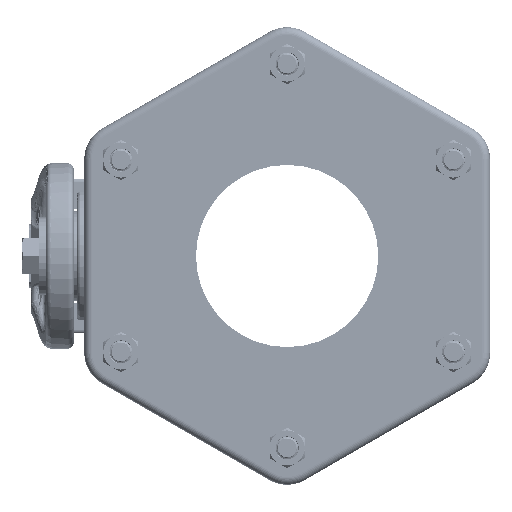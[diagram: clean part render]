
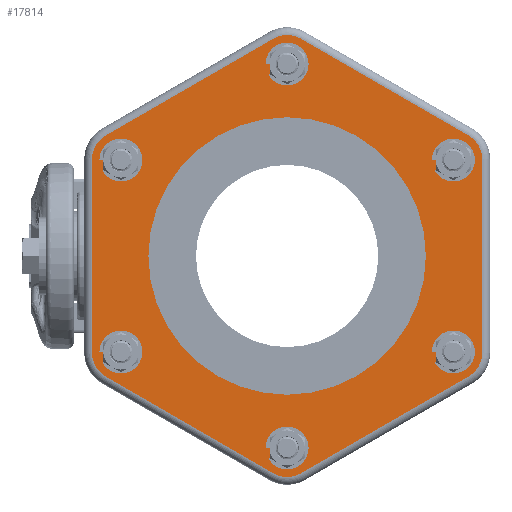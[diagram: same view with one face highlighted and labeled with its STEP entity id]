
A CAD part, left-side view. The second image highlights one B-rep face of the part: STEP entity #17814.
In plain terms, the highlighted planar face has unit normal (-1, 0, 0).
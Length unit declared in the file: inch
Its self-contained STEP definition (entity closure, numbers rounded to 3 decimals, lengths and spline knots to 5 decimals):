
#473=FACE_BOUND('',#2385,.T.);
#474=FACE_BOUND('',#2386,.T.);
#475=FACE_BOUND('',#2387,.T.);
#476=FACE_BOUND('',#2388,.T.);
#477=FACE_BOUND('',#2389,.T.);
#478=FACE_BOUND('',#2390,.T.);
#479=FACE_BOUND('',#2391,.T.);
#682=PLANE('',#19391);
#1310=FACE_OUTER_BOUND('',#2384,.T.);
#2384=EDGE_LOOP('',(#12722,#12723,#12724,#12725,#12726,#12727,#12728,#12729,
#12730,#12731,#12732,#12733));
#2385=EDGE_LOOP('',(#12734));
#2386=EDGE_LOOP('',(#12735));
#2387=EDGE_LOOP('',(#12736));
#2388=EDGE_LOOP('',(#12737));
#2389=EDGE_LOOP('',(#12738));
#2390=EDGE_LOOP('',(#12739));
#2391=EDGE_LOOP('',(#12740,#12741));
#3910=LINE('',#26955,#5463);
#3911=LINE('',#26959,#5464);
#3912=LINE('',#26963,#5465);
#3913=LINE('',#26967,#5466);
#3914=LINE('',#26971,#5467);
#3915=LINE('',#26974,#5468);
#5463=VECTOR('',#21672,0.3937);
#5464=VECTOR('',#21675,0.3937);
#5465=VECTOR('',#21678,0.3937);
#5466=VECTOR('',#21681,0.3937);
#5467=VECTOR('',#21684,0.3937);
#5468=VECTOR('',#21687,0.3937);
#7058=CIRCLE('',#19372,0.22);
#7060=CIRCLE('',#19375,0.22);
#7062=CIRCLE('',#19378,0.22);
#7066=CIRCLE('',#19383,2.03);
#7067=CIRCLE('',#19384,2.03);
#7073=CIRCLE('',#19392,0.4375);
#7074=CIRCLE('',#19393,0.4375);
#7075=CIRCLE('',#19394,0.4375);
#7076=CIRCLE('',#19395,0.4375);
#7077=CIRCLE('',#19396,0.4375);
#7078=CIRCLE('',#19397,0.4375);
#7079=CIRCLE('',#19398,0.22);
#7080=CIRCLE('',#19399,0.22);
#7081=CIRCLE('',#19400,0.22);
#7791=VERTEX_POINT('',#26916);
#7792=VERTEX_POINT('',#26921);
#7793=VERTEX_POINT('',#26926);
#7796=VERTEX_POINT('',#26934);
#7797=VERTEX_POINT('',#26936);
#7802=VERTEX_POINT('',#26951);
#7803=VERTEX_POINT('',#26952);
#7804=VERTEX_POINT('',#26954);
#7805=VERTEX_POINT('',#26956);
#7806=VERTEX_POINT('',#26958);
#7807=VERTEX_POINT('',#26960);
#7808=VERTEX_POINT('',#26962);
#7809=VERTEX_POINT('',#26964);
#7810=VERTEX_POINT('',#26966);
#7811=VERTEX_POINT('',#26968);
#7812=VERTEX_POINT('',#26970);
#7813=VERTEX_POINT('',#26972);
#7814=VERTEX_POINT('',#26975);
#7815=VERTEX_POINT('',#26977);
#7816=VERTEX_POINT('',#26979);
#9660=EDGE_CURVE('',#7791,#7791,#7058,.T.);
#9663=EDGE_CURVE('',#7792,#7792,#7060,.T.);
#9666=EDGE_CURVE('',#7793,#7793,#7062,.T.);
#9671=EDGE_CURVE('',#7796,#7797,#7066,.T.);
#9672=EDGE_CURVE('',#7797,#7796,#7067,.T.);
#9679=EDGE_CURVE('',#7802,#7803,#7073,.T.);
#9680=EDGE_CURVE('',#7804,#7802,#3910,.T.);
#9681=EDGE_CURVE('',#7805,#7804,#7074,.T.);
#9682=EDGE_CURVE('',#7806,#7805,#3911,.T.);
#9683=EDGE_CURVE('',#7807,#7806,#7075,.T.);
#9684=EDGE_CURVE('',#7808,#7807,#3912,.T.);
#9685=EDGE_CURVE('',#7809,#7808,#7076,.T.);
#9686=EDGE_CURVE('',#7810,#7809,#3913,.T.);
#9687=EDGE_CURVE('',#7811,#7810,#7077,.T.);
#9688=EDGE_CURVE('',#7812,#7811,#3914,.T.);
#9689=EDGE_CURVE('',#7813,#7812,#7078,.T.);
#9690=EDGE_CURVE('',#7803,#7813,#3915,.T.);
#9691=EDGE_CURVE('',#7814,#7814,#7079,.T.);
#9692=EDGE_CURVE('',#7815,#7815,#7080,.T.);
#9693=EDGE_CURVE('',#7816,#7816,#7081,.T.);
#12722=ORIENTED_EDGE('',*,*,#9679,.F.);
#12723=ORIENTED_EDGE('',*,*,#9680,.F.);
#12724=ORIENTED_EDGE('',*,*,#9681,.F.);
#12725=ORIENTED_EDGE('',*,*,#9682,.F.);
#12726=ORIENTED_EDGE('',*,*,#9683,.F.);
#12727=ORIENTED_EDGE('',*,*,#9684,.F.);
#12728=ORIENTED_EDGE('',*,*,#9685,.F.);
#12729=ORIENTED_EDGE('',*,*,#9686,.F.);
#12730=ORIENTED_EDGE('',*,*,#9687,.F.);
#12731=ORIENTED_EDGE('',*,*,#9688,.F.);
#12732=ORIENTED_EDGE('',*,*,#9689,.F.);
#12733=ORIENTED_EDGE('',*,*,#9690,.F.);
#12734=ORIENTED_EDGE('',*,*,#9666,.T.);
#12735=ORIENTED_EDGE('',*,*,#9691,.T.);
#12736=ORIENTED_EDGE('',*,*,#9692,.T.);
#12737=ORIENTED_EDGE('',*,*,#9693,.T.);
#12738=ORIENTED_EDGE('',*,*,#9660,.T.);
#12739=ORIENTED_EDGE('',*,*,#9663,.T.);
#12740=ORIENTED_EDGE('',*,*,#9672,.F.);
#12741=ORIENTED_EDGE('',*,*,#9671,.F.);
#17814=ADVANCED_FACE('',(#1310,#473,#474,#475,#476,#477,#478,#479),#682,
 .T.);
#19372=AXIS2_PLACEMENT_3D('',#26917,#21626,#21627);
#19375=AXIS2_PLACEMENT_3D('',#26922,#21633,#21634);
#19378=AXIS2_PLACEMENT_3D('',#26927,#21640,#21641);
#19383=AXIS2_PLACEMENT_3D('',#26937,#21651,#21652);
#19384=AXIS2_PLACEMENT_3D('',#26938,#21653,#21654);
#19391=AXIS2_PLACEMENT_3D('',#26950,#21668,#21669);
#19392=AXIS2_PLACEMENT_3D('',#26953,#21670,#21671);
#19393=AXIS2_PLACEMENT_3D('',#26957,#21673,#21674);
#19394=AXIS2_PLACEMENT_3D('',#26961,#21676,#21677);
#19395=AXIS2_PLACEMENT_3D('',#26965,#21679,#21680);
#19396=AXIS2_PLACEMENT_3D('',#26969,#21682,#21683);
#19397=AXIS2_PLACEMENT_3D('',#26973,#21685,#21686);
#19398=AXIS2_PLACEMENT_3D('',#26976,#21688,#21689);
#19399=AXIS2_PLACEMENT_3D('',#26978,#21690,#21691);
#19400=AXIS2_PLACEMENT_3D('',#26980,#21692,#21693);
#21626=DIRECTION('center_axis',(1.,0.,0.));
#21627=DIRECTION('ref_axis',(0.,0.866,-0.5));
#21633=DIRECTION('center_axis',(1.,0.,0.));
#21634=DIRECTION('ref_axis',(0.,0.,-1.));
#21640=DIRECTION('center_axis',(1.,0.,0.));
#21641=DIRECTION('ref_axis',(0.,-0.866,-0.5));
#21651=DIRECTION('center_axis',(-1.,0.,0.));
#21652=DIRECTION('ref_axis',(0.,-1.,0.));
#21653=DIRECTION('center_axis',(-1.,0.,0.));
#21654=DIRECTION('ref_axis',(0.,-1.,0.));
#21668=DIRECTION('center_axis',(-1.,0.,0.));
#21669=DIRECTION('ref_axis',(0.,0.,1.));
#21670=DIRECTION('center_axis',(1.,0.,0.));
#21671=DIRECTION('ref_axis',(0.,-0.866,-0.5));
#21672=DIRECTION('',(0.,0.,-1.));
#21673=DIRECTION('center_axis',(1.,0.,0.));
#21674=DIRECTION('ref_axis',(0.,-0.866,0.5));
#21675=DIRECTION('',(0.,-0.866,-0.5));
#21676=DIRECTION('center_axis',(1.,0.,0.));
#21677=DIRECTION('ref_axis',(0.,0.,1.));
#21678=DIRECTION('',(0.,-0.866,0.5));
#21679=DIRECTION('center_axis',(1.,0.,0.));
#21680=DIRECTION('ref_axis',(0.,0.866,0.5));
#21681=DIRECTION('',(0.,0.,1.));
#21682=DIRECTION('center_axis',(1.,0.,0.));
#21683=DIRECTION('ref_axis',(0.,0.866,-0.5));
#21684=DIRECTION('',(0.,0.866,0.5));
#21685=DIRECTION('center_axis',(1.,0.,0.));
#21686=DIRECTION('ref_axis',(0.,0.,-1.));
#21687=DIRECTION('',(0.,0.866,-0.5));
#21688=DIRECTION('center_axis',(1.,0.,0.));
#21689=DIRECTION('ref_axis',(0.,-0.866,0.5));
#21690=DIRECTION('center_axis',(1.,0.,0.));
#21691=DIRECTION('ref_axis',(0.,0.,1.));
#21692=DIRECTION('center_axis',(1.,0.,0.));
#21693=DIRECTION('ref_axis',(0.,0.866,0.5));
#26916=CARTESIAN_POINT('',(1.38,2.4725,-1.4275));
#26917=CARTESIAN_POINT('Origin',(1.38,2.66303,-1.5375));
#26921=CARTESIAN_POINT('',(1.38,0.,-2.855));
#26922=CARTESIAN_POINT('Origin',(1.38,0.,-3.075));
#26926=CARTESIAN_POINT('',(1.38,-2.4725,-1.4275));
#26927=CARTESIAN_POINT('Origin',(1.38,-2.66303,-1.5375));
#26934=CARTESIAN_POINT('',(1.38,0.,2.03));
#26936=CARTESIAN_POINT('',(1.38,2.03,0.));
#26937=CARTESIAN_POINT('Origin',(1.38,0.,0.));
#26938=CARTESIAN_POINT('Origin',(1.38,0.,0.));
#26950=CARTESIAN_POINT('Origin',(1.38,2.515,0.));
#26951=CARTESIAN_POINT('',(1.38,-3.125,-1.55163));
#26952=CARTESIAN_POINT('',(1.38,-2.90625,-1.93051));
#26953=CARTESIAN_POINT('Origin',(1.38,-2.6875,-1.55163));
#26954=CARTESIAN_POINT('',(1.38,-3.125,1.55163));
#26955=CARTESIAN_POINT('',(1.38,-3.125,0.93819));
#26956=CARTESIAN_POINT('',(1.38,-2.90625,1.93051));
#26957=CARTESIAN_POINT('Origin',(1.38,-2.6875,1.55163));
#26958=CARTESIAN_POINT('',(1.38,-0.21875,3.48214));
#26959=CARTESIAN_POINT('',(1.38,0.19312,3.71994));
#26960=CARTESIAN_POINT('',(1.38,0.21875,3.48214));
#26961=CARTESIAN_POINT('Origin',(1.38,0.,3.10326));
#26962=CARTESIAN_POINT('',(1.38,2.90625,1.93051));
#26963=CARTESIAN_POINT('',(1.38,3.31813,1.69272));
#26964=CARTESIAN_POINT('',(1.38,3.125,1.55163));
#26965=CARTESIAN_POINT('Origin',(1.38,2.6875,1.55163));
#26966=CARTESIAN_POINT('',(1.38,3.125,-1.55163));
#26967=CARTESIAN_POINT('',(1.38,3.125,-0.93819));
#26968=CARTESIAN_POINT('',(1.38,2.90625,-1.93051));
#26969=CARTESIAN_POINT('Origin',(1.38,2.6875,-1.55163));
#26970=CARTESIAN_POINT('',(1.38,0.21875,-3.48214));
#26971=CARTESIAN_POINT('',(1.38,1.69313,-2.63091));
#26972=CARTESIAN_POINT('',(1.38,-0.21875,-3.48214));
#26973=CARTESIAN_POINT('Origin',(1.38,0.,-3.10326));
#26974=CARTESIAN_POINT('',(1.38,-1.43188,-2.78175));
#26975=CARTESIAN_POINT('',(1.38,-2.4725,1.4275));
#26976=CARTESIAN_POINT('Origin',(1.38,-2.66303,1.5375));
#26977=CARTESIAN_POINT('',(1.38,0.,2.855));
#26978=CARTESIAN_POINT('Origin',(1.38,0.,3.075));
#26979=CARTESIAN_POINT('',(1.38,2.4725,1.4275));
#26980=CARTESIAN_POINT('Origin',(1.38,2.66303,1.5375));
